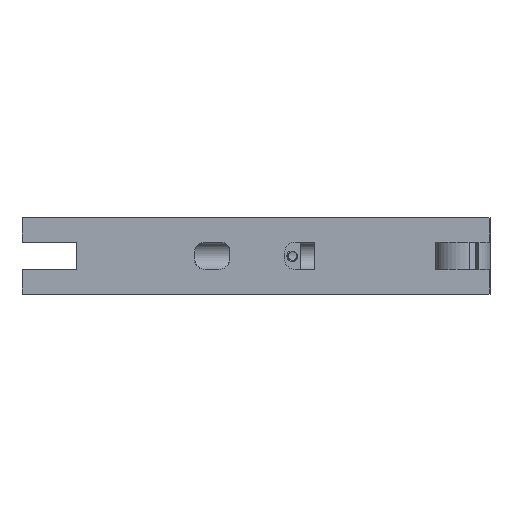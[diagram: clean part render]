
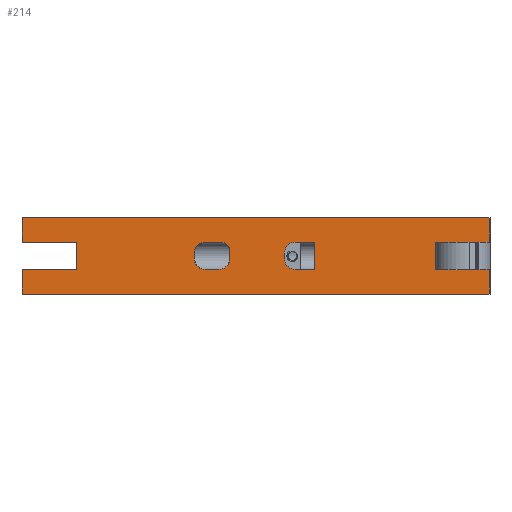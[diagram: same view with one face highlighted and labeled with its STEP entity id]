
A CAD part, top view. The second image highlights one B-rep face of the part: STEP entity #214.
In plain terms, the highlighted planar face has unit normal (0, 0, 1).
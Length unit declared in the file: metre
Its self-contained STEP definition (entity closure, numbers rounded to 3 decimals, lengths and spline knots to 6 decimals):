
#214=ADVANCED_FACE('',(#544,#545,#546),#547,.T.);
#544=FACE_OUTER_BOUND('',#1825,.T.);
#545=FACE_BOUND('',#1826,.T.);
#546=FACE_BOUND('',#1827,.T.);
#547=PLANE('',#1828);
#1825=EDGE_LOOP('',(#3923,#3924,#3925,#3926,#3927,#3928,#3929,#3930,#3931,#3932,#3933,#3934));
#1826=EDGE_LOOP('',(#3935,#3936,#3937,#3938,#3939,#3940));
#1827=EDGE_LOOP('',(#3941,#3942,#3943,#3944,#3945,#3946,#3947,#3948));
#1828=AXIS2_PLACEMENT_3D('',#3949,#3950,#3951);
#3923=ORIENTED_EDGE('',*,*,#5219,.T.);
#3924=ORIENTED_EDGE('',*,*,#5220,.T.);
#3925=ORIENTED_EDGE('',*,*,#5187,.T.);
#3926=ORIENTED_EDGE('',*,*,#5221,.T.);
#3927=ORIENTED_EDGE('',*,*,#5222,.F.);
#3928=ORIENTED_EDGE('',*,*,#5223,.F.);
#3929=ORIENTED_EDGE('',*,*,#5224,.T.);
#3930=ORIENTED_EDGE('',*,*,#5225,.T.);
#3931=ORIENTED_EDGE('',*,*,#5127,.T.);
#3932=ORIENTED_EDGE('',*,*,#5226,.F.);
#3933=ORIENTED_EDGE('',*,*,#5227,.F.);
#3934=ORIENTED_EDGE('',*,*,#5228,.T.);
#3935=ORIENTED_EDGE('',*,*,#5229,.T.);
#3936=ORIENTED_EDGE('',*,*,#5230,.T.);
#3937=ORIENTED_EDGE('',*,*,#5111,.T.);
#3938=ORIENTED_EDGE('',*,*,#5231,.T.);
#3939=ORIENTED_EDGE('',*,*,#5232,.T.);
#3940=ORIENTED_EDGE('',*,*,#5233,.T.);
#3941=ORIENTED_EDGE('',*,*,#5234,.T.);
#3942=ORIENTED_EDGE('',*,*,#5083,.T.);
#3943=ORIENTED_EDGE('',*,*,#5235,.T.);
#3944=ORIENTED_EDGE('',*,*,#5236,.T.);
#3945=ORIENTED_EDGE('',*,*,#5237,.T.);
#3946=ORIENTED_EDGE('',*,*,#5238,.T.);
#3947=ORIENTED_EDGE('',*,*,#5239,.T.);
#3948=ORIENTED_EDGE('',*,*,#5240,.T.);
#3949=CARTESIAN_POINT('',(0.,0.0,0.027));
#3950=DIRECTION('',(0.0,0.0,1.0));
#3951=DIRECTION('',(1.0,0.0,0.0));
#5083=EDGE_CURVE('',#5645,#5646,#5647,.F.);
#5111=EDGE_CURVE('',#5694,#5695,#5696,.T.);
#5127=EDGE_CURVE('',#5725,#5723,#5726,.T.);
#5187=EDGE_CURVE('',#5832,#5830,#5833,.T.);
#5219=EDGE_CURVE('',#5886,#5887,#5888,.T.);
#5220=EDGE_CURVE('',#5887,#5832,#5889,.T.);
#5221=EDGE_CURVE('',#5830,#5890,#5891,.T.);
#5222=EDGE_CURVE('',#5892,#5890,#5893,.T.);
#5223=EDGE_CURVE('',#5894,#5892,#5895,.T.);
#5224=EDGE_CURVE('',#5894,#5896,#5897,.T.);
#5225=EDGE_CURVE('',#5896,#5725,#5898,.T.);
#5226=EDGE_CURVE('',#5899,#5723,#5900,.T.);
#5227=EDGE_CURVE('',#5901,#5899,#5902,.T.);
#5228=EDGE_CURVE('',#5901,#5886,#5903,.T.);
#5229=EDGE_CURVE('',#5904,#5905,#5906,.T.);
#5230=EDGE_CURVE('',#5905,#5694,#5907,.F.);
#5231=EDGE_CURVE('',#5695,#5908,#5909,.T.);
#5232=EDGE_CURVE('',#5908,#5910,#5911,.T.);
#5233=EDGE_CURVE('',#5910,#5904,#5912,.F.);
#5234=EDGE_CURVE('',#5913,#5645,#5914,.T.);
#5235=EDGE_CURVE('',#5646,#5915,#5916,.T.);
#5236=EDGE_CURVE('',#5915,#5917,#5918,.F.);
#5237=EDGE_CURVE('',#5917,#5919,#5920,.T.);
#5238=EDGE_CURVE('',#5919,#5921,#5922,.F.);
#5239=EDGE_CURVE('',#5921,#5923,#5924,.T.);
#5240=EDGE_CURVE('',#5923,#5913,#5925,.F.);
#5645=VERTEX_POINT('',#6569);
#5646=VERTEX_POINT('',#6570);
#5647=CIRCLE('',#6571,0.0015);
#5694=VERTEX_POINT('',#6721);
#5695=VERTEX_POINT('',#6722);
#5696=LINE('',#6723,#6724);
#5723=VERTEX_POINT('',#6761);
#5725=VERTEX_POINT('',#6764);
#5726=LINE('',#6765,#6766);
#5830=VERTEX_POINT('',#7487);
#5832=VERTEX_POINT('',#7490);
#5833=LINE('',#7491,#7492);
#5886=VERTEX_POINT('',#8390);
#5887=VERTEX_POINT('',#8391);
#5888=LINE('',#8392,#8393);
#5889=LINE('',#8394,#8395);
#5890=VERTEX_POINT('',#8396);
#5891=LINE('',#8397,#8398);
#5892=VERTEX_POINT('',#8399);
#5893=LINE('',#8400,#8401);
#5894=VERTEX_POINT('',#8402);
#5895=LINE('',#8403,#8404);
#5896=VERTEX_POINT('',#8405);
#5897=LINE('',#8406,#8407);
#5898=LINE('',#8408,#8409);
#5899=VERTEX_POINT('',#8410);
#5900=LINE('',#8411,#8412);
#5901=VERTEX_POINT('',#8413);
#5902=LINE('',#8414,#8415);
#5903=LINE('',#8416,#8417);
#5904=VERTEX_POINT('',#8418);
#5905=VERTEX_POINT('',#8419);
#5906=LINE('',#8420,#8421);
#5907=CIRCLE('',#8422,0.002);
#5908=VERTEX_POINT('',#8423);
#5909=LINE('',#8424,#8425);
#5910=VERTEX_POINT('',#8426);
#5911=LINE('',#8427,#8428);
#5912=CIRCLE('',#8429,0.002);
#5913=VERTEX_POINT('',#8430);
#5914=LINE('',#8431,#8432);
#5915=VERTEX_POINT('',#8433);
#5916=LINE('',#8434,#8435);
#5917=VERTEX_POINT('',#8436);
#5918=CIRCLE('',#8437,0.002);
#5919=VERTEX_POINT('',#8438);
#5920=LINE('',#8439,#8440);
#5921=VERTEX_POINT('',#8441);
#5922=CIRCLE('',#8442,0.002);
#5923=VERTEX_POINT('',#8443);
#5924=LINE('',#8444,#8445);
#5925=CIRCLE('',#8446,0.002);
#6569=CARTESIAN_POINT('',(0.0365,0.0095,0.027));
#6570=CARTESIAN_POINT('',(0.038,0.008,0.027));
#6571=AXIS2_PLACEMENT_3D('',#11446,#11447,#11448);
#6721=CARTESIAN_POINT('',(0.05,0.0095,0.027));
#6722=CARTESIAN_POINT('',(0.0535,0.0095,0.027));
#6723=CARTESIAN_POINT('',(0.0245,0.0095,0.027));
#6724=VECTOR('',#11471,1.0);
#6761=CARTESIAN_POINT('',(0.,0.0045,0.027));
#6764=CARTESIAN_POINT('',(0.01,0.0045,0.027));
#6765=CARTESIAN_POINT('',(0.,0.0045,0.027));
#6766=VECTOR('',#11489,1.0);
#7487=CARTESIAN_POINT('',(0.0856,0.0095,0.027));
#7490=CARTESIAN_POINT('',(0.0756,0.0095,0.027));
#7491=CARTESIAN_POINT('',(0.0428,0.0095,0.027));
#7492=VECTOR('',#11541,1.0);
#8390=CARTESIAN_POINT('',(0.0856,0.0045,0.027));
#8391=CARTESIAN_POINT('',(0.0756,0.0045,0.027));
#8392=CARTESIAN_POINT('',(0.0378,0.0045,0.027));
#8393=VECTOR('',#11555,1.0);
#8394=CARTESIAN_POINT('',(0.0756,0.00475,0.027));
#8395=VECTOR('',#11556,1.0);
#8396=CARTESIAN_POINT('',(0.0856,0.014,0.027));
#8397=CARTESIAN_POINT('',(0.0856,0.0,0.027));
#8398=VECTOR('',#11557,1.0);
#8399=CARTESIAN_POINT('',(0.,0.014,0.027));
#8400=CARTESIAN_POINT('',(0.0856,0.014,0.027));
#8401=VECTOR('',#11558,1.0);
#8402=CARTESIAN_POINT('',(0.,0.0095,0.027));
#8403=CARTESIAN_POINT('',(0.,0.0,0.027));
#8404=VECTOR('',#11559,1.0);
#8405=CARTESIAN_POINT('',(0.01,0.0095,0.027));
#8406=CARTESIAN_POINT('',(0.005,0.0095,0.027));
#8407=VECTOR('',#11560,1.0);
#8408=CARTESIAN_POINT('',(0.01,0.00225,0.027));
#8409=VECTOR('',#11561,1.0);
#8410=CARTESIAN_POINT('',(0.,0.0,0.027));
#8411=CARTESIAN_POINT('',(0.,0.0,0.027));
#8412=VECTOR('',#11562,1.0);
#8413=CARTESIAN_POINT('',(0.0856,0.0,0.027));
#8414=CARTESIAN_POINT('',(0.0856,0.0,0.027));
#8415=VECTOR('',#11563,1.0);
#8416=CARTESIAN_POINT('',(0.0856,0.0,0.027));
#8417=VECTOR('',#11564,1.0);
#8418=CARTESIAN_POINT('',(0.048,0.0065,0.027));
#8419=CARTESIAN_POINT('',(0.048,0.0075,0.027));
#8420=CARTESIAN_POINT('',(0.048,0.00225,0.027));
#8421=VECTOR('',#11565,1.0);
#8422=AXIS2_PLACEMENT_3D('',#11566,#11567,#11568);
#8423=CARTESIAN_POINT('',(0.0535,0.0045,0.027));
#8424=CARTESIAN_POINT('',(0.0535,0.00475,0.027));
#8425=VECTOR('',#11569,1.0);
#8426=CARTESIAN_POINT('',(0.05,0.0045,0.027));
#8427=CARTESIAN_POINT('',(0.0245,0.0045,0.027));
#8428=VECTOR('',#11570,1.0);
#8429=AXIS2_PLACEMENT_3D('',#11571,#11572,#11573);
#8430=CARTESIAN_POINT('',(0.0335,0.0095,0.027));
#8431=CARTESIAN_POINT('',(0.016,0.0095,0.027));
#8432=VECTOR('',#11574,1.0);
#8433=CARTESIAN_POINT('',(0.038,0.0065,0.027));
#8434=CARTESIAN_POINT('',(0.038,0.00475,0.027));
#8435=VECTOR('',#11575,1.0);
#8436=CARTESIAN_POINT('',(0.036,0.0045,0.027));
#8437=AXIS2_PLACEMENT_3D('',#11576,#11577,#11578);
#8438=CARTESIAN_POINT('',(0.0335,0.0045,0.027));
#8439=CARTESIAN_POINT('',(0.016,0.0045,0.027));
#8440=VECTOR('',#11579,1.0);
#8441=CARTESIAN_POINT('',(0.0315,0.0065,0.027));
#8442=AXIS2_PLACEMENT_3D('',#11580,#11581,#11582);
#8443=CARTESIAN_POINT('',(0.0315,0.0075,0.027));
#8444=CARTESIAN_POINT('',(0.0315,0.00225,0.027));
#8445=VECTOR('',#11583,1.0);
#8446=AXIS2_PLACEMENT_3D('',#11584,#11585,#11586);
#11446=CARTESIAN_POINT('',(0.0365,0.008,0.027));
#11447=DIRECTION('',(0.0,0.0,1.0));
#11448=DIRECTION('',(1.0,0.0,0.0));
#11471=DIRECTION('',(1.0,0.0,0.0));
#11489=DIRECTION('',(-1.0,0.0,0.0));
#11541=DIRECTION('',(1.,0.,0.));
#11555=DIRECTION('',(-1.0,0.,0.0));
#11556=DIRECTION('',(0.0,1.0,0.0));
#11557=DIRECTION('',(0.0,1.0,0.0));
#11558=DIRECTION('',(1.0,0.0,0.0));
#11559=DIRECTION('',(0.0,1.0,0.0));
#11560=DIRECTION('',(1.,0.,0.));
#11561=DIRECTION('',(0.0,-1.0,0.0));
#11562=DIRECTION('',(0.0,1.0,0.0));
#11563=DIRECTION('',(-1.0,0.0,0.0));
#11564=DIRECTION('',(0.0,1.0,0.0));
#11565=DIRECTION('',(0.0,1.0,0.0));
#11566=CARTESIAN_POINT('',(0.05,0.0075,0.027));
#11567=DIRECTION('',(0.0,0.0,1.0));
#11568=DIRECTION('',(1.0,0.0,0.0));
#11569=DIRECTION('',(0.0,-1.0,0.0));
#11570=DIRECTION('',(-1.0,0.0,0.0));
#11571=CARTESIAN_POINT('',(0.05,0.0065,0.027));
#11572=DIRECTION('',(0.0,0.0,1.0));
#11573=DIRECTION('',(1.0,0.0,0.0));
#11574=DIRECTION('',(1.0,0.0,0.0));
#11575=DIRECTION('',(0.0,-1.0,0.0));
#11576=CARTESIAN_POINT('',(0.036,0.0065,0.027));
#11577=DIRECTION('',(0.0,0.0,1.0));
#11578=DIRECTION('',(1.0,0.0,0.0));
#11579=DIRECTION('',(-1.0,0.0,0.0));
#11580=CARTESIAN_POINT('',(0.0335,0.0065,0.027));
#11581=DIRECTION('',(0.0,0.0,1.0));
#11582=DIRECTION('',(1.0,0.0,0.0));
#11583=DIRECTION('',(0.0,1.0,0.0));
#11584=CARTESIAN_POINT('',(0.0335,0.0075,0.027));
#11585=DIRECTION('',(0.0,0.0,1.0));
#11586=DIRECTION('',(1.0,0.0,0.0));
